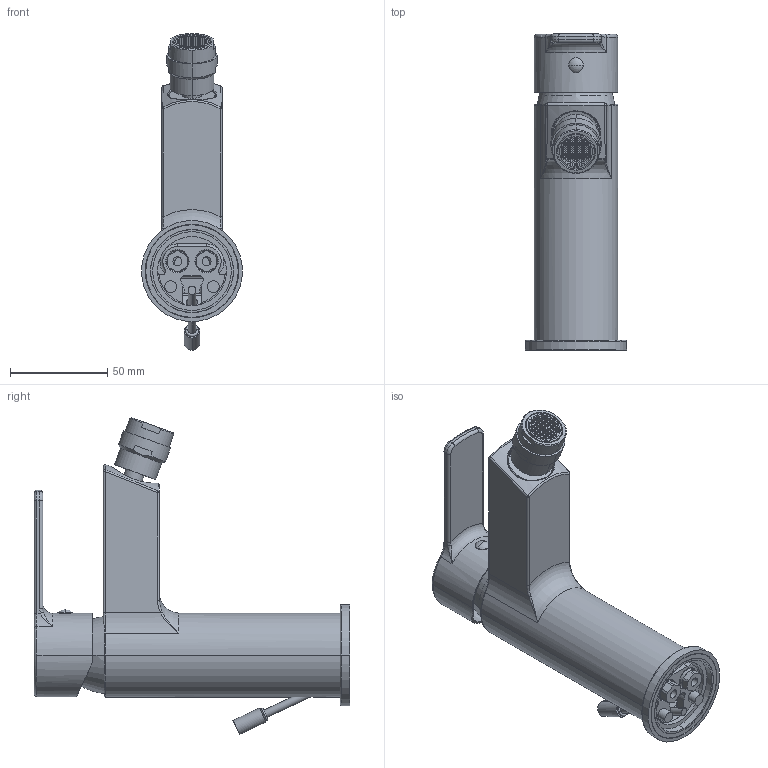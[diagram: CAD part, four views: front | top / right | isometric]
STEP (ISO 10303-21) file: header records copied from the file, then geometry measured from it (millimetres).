
FILE_DESCRIPTION((''),'2;1');
FILE_NAME('WS135CR','2021-05-04T12:51:05',('ut3'),('PAFFONI SpA'),'CREO PARAMETRIC BY PTC INC, 2020044','CREO PARAMETRIC BY PTC INC, 2020044','');
FILE_SCHEMA(('CONFIG_CONTROL_DESIGN','SHAPE_APPEARANCE_LAYERS_GROUPS'));
Length unit declared in the file: millimetre
Products named in the file (1): WS135CR
Bounding box: 52 x 162.55 x 163.03 mm (x, y, z)
Volume: 177583.7 mm3; surface area: 108032.2 mm2
Topology: 5 solids, 5 shells, 3498 faces, 9926 edges, 6439 vertices
Faces by surface type: plane 2450, cylinder 573, cone 187, torus 135, bspline 104, sphere 45, extrusion 4
Entity records: 140642 total; most frequent: CARTESIAN_POINT 32241, ORIENTED_EDGE 19828, DIRECTION 19093, EDGE_CURVE 9914, VERTEX_POINT 6439, VECTOR 6397, LINE 6393, AXIS2_PLACEMENT_3D 6348
